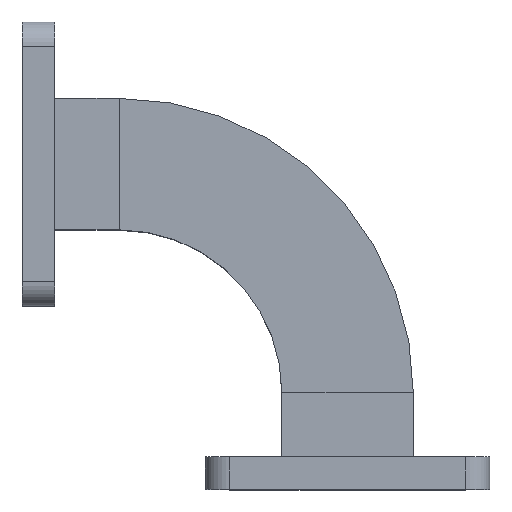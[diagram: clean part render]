
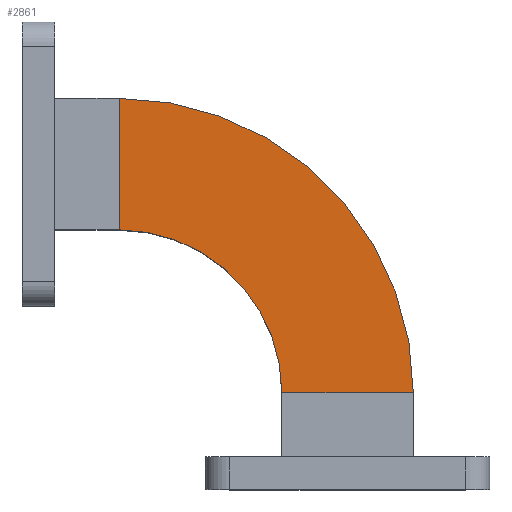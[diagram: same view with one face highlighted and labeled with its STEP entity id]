
A CAD part, top view. The second image highlights one B-rep face of the part: STEP entity #2861.
In plain terms, the highlighted planar face has unit normal (0, 0, 1).
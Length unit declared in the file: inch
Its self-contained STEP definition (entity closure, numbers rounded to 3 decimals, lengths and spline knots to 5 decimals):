
#128 = VECTOR ( 'NONE', #3058, 39.37008 ) ;
#397 = CARTESIAN_POINT ( 'NONE',  ( 3.78611, -2.2126, 1.209 ) ) ;
#425 = EDGE_CURVE ( 'NONE', #2237, #2087, #1849, .T. ) ;
#479 = CARTESIAN_POINT ( 'NONE',  ( 2.51311, -2.2126, 1.209 ) ) ;
#535 = DIRECTION ( 'NONE',  ( 0., 1., 0. ) ) ;
#677 = DIRECTION ( 'NONE',  ( 0., 0., 1. ) ) ;
#719 = LINE ( 'NONE', #3301, #1087 ) ;
#754 = DIRECTION ( 'NONE',  ( 0., -1., 0. ) ) ;
#923 = EDGE_CURVE ( 'NONE', #1670, #2087, #1613, .T. ) ;
#968 = DIRECTION ( 'NONE',  ( 0., 1., 0. ) ) ;
#971 = EDGE_CURVE ( 'NONE', #1546, #2237, #719, .T. ) ;
#982 = CARTESIAN_POINT ( 'NONE',  ( 0.93701, -2.2126, 1.209 ) ) ;
#1087 = VECTOR ( 'NONE', #754, 39.37008 ) ;
#1245 = FACE_OUTER_BOUND ( 'NONE', #3098, .T. ) ;
#1502 = CARTESIAN_POINT ( 'NONE',  ( 0.93701, -0.6365, 1.209 ) ) ;
#1517 = CARTESIAN_POINT ( 'NONE',  ( 0.93701, 0.6365, 1.209 ) ) ;
#1546 = VERTEX_POINT ( 'NONE', #1517 ) ;
#1554 = DIRECTION ( 'NONE',  ( 1., 0., 0. ) ) ;
#1613 = LINE ( 'NONE', #479, #128 ) ;
#1670 = VERTEX_POINT ( 'NONE', #397 ) ;
#1686 = AXIS2_PLACEMENT_3D ( 'NONE', #3074, #3663, #535 ) ;
#1849 = CIRCLE ( 'NONE', #2916, 1.5761 ) ;
#2004 = AXIS2_PLACEMENT_3D ( 'NONE', #3528, #677, #1554 ) ;
#2087 = VERTEX_POINT ( 'NONE', #2221 ) ;
#2221 = CARTESIAN_POINT ( 'NONE',  ( 2.51311, -2.2126, 1.209 ) ) ;
#2237 = VERTEX_POINT ( 'NONE', #1502 ) ;
#2366 = PLANE ( 'NONE',  #2004 ) ;
#2449 = ORIENTED_EDGE ( 'NONE', *, *, #923, .F. ) ;
#2659 = DIRECTION ( 'NONE',  ( 0., 0., -1. ) ) ;
#2861 = ADVANCED_FACE ( 'NONE', ( #1245 ), #2366, .T. ) ;
#2863 = ORIENTED_EDGE ( 'NONE', *, *, #971, .T. ) ;
#2916 = AXIS2_PLACEMENT_3D ( 'NONE', #982, #2659, #968 ) ;
#3058 = DIRECTION ( 'NONE',  ( -1., 0., 0. ) ) ;
#3074 = CARTESIAN_POINT ( 'NONE',  ( 0.93701, -2.2126, 1.209 ) ) ;
#3098 = EDGE_LOOP ( 'NONE', ( #2449, #3516, #2863, #3140 ) ) ;
#3140 = ORIENTED_EDGE ( 'NONE', *, *, #425, .T. ) ;
#3285 = CIRCLE ( 'NONE', #1686, 2.8491 ) ;
#3301 = CARTESIAN_POINT ( 'NONE',  ( 0.93701, -0.6365, 1.209 ) ) ;
#3516 = ORIENTED_EDGE ( 'NONE', *, *, #3565, .F. ) ;
#3528 = CARTESIAN_POINT ( 'NONE',  ( 0.93701, -0.6365, 1.209 ) ) ;
#3565 = EDGE_CURVE ( 'NONE', #1546, #1670, #3285, .T. ) ;
#3663 = DIRECTION ( 'NONE',  ( 0., 0., -1. ) ) ;
